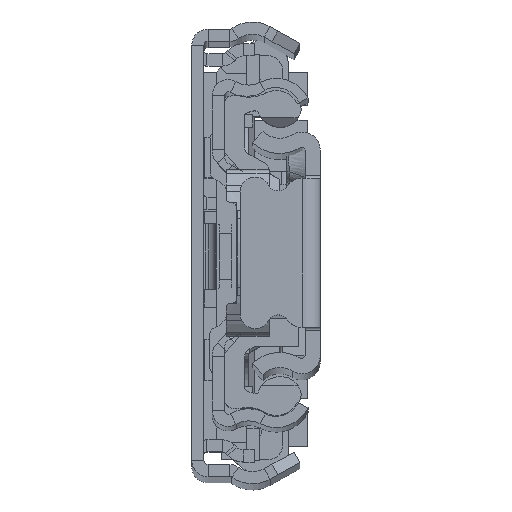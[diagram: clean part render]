
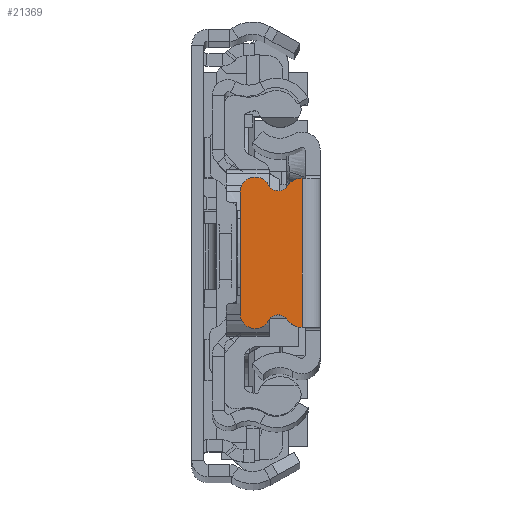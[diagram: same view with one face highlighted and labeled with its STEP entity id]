
A CAD part, top view. The second image highlights one B-rep face of the part: STEP entity #21369.
In plain terms, the highlighted planar face has unit normal (0, 0, 1).
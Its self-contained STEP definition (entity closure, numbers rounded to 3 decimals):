
#84 = VERTEX_POINT ( 'NONE', #28363 ) ;
#360 = CARTESIAN_POINT ( 'NONE',  ( -3.206, -6.658, 0. ) ) ;
#1483 = LINE ( 'NONE', #19522, #17907 ) ;
#1665 = CARTESIAN_POINT ( 'NONE',  ( -1.929, -7.37, 0. ) ) ;
#1673 = CARTESIAN_POINT ( 'NONE',  ( -4.142, 7.236, 0. ) ) ;
#1691 = FACE_OUTER_BOUND ( 'NONE', #26819, .T. ) ;
#1701 = CIRCLE ( 'NONE', #29395, 1.5 ) ;
#2098 = VERTEX_POINT ( 'NONE', #24856 ) ;
#2782 = CIRCLE ( 'NONE', #7113, 1.1 ) ;
#3252 = CARTESIAN_POINT ( 'NONE',  ( -6.429, 6., 0. ) ) ;
#3295 = VERTEX_POINT ( 'NONE', #27433 ) ;
#3897 = ORIENTED_EDGE ( 'NONE', *, *, #17158, .F. ) ;
#4703 = VERTEX_POINT ( 'NONE', #8149 ) ;
#5711 = CARTESIAN_POINT ( 'NONE',  ( -7.929, 6., 0. ) ) ;
#6141 = ORIENTED_EDGE ( 'NONE', *, *, #6806, .T. ) ;
#6460 = CARTESIAN_POINT ( 'NONE',  ( -1.929, 5.87, 0. ) ) ;
#6700 = ORIENTED_EDGE ( 'NONE', *, *, #19921, .T. ) ;
#6806 = EDGE_CURVE ( 'NONE', #3295, #12465, #2782, .T. ) ;
#7042 = VERTEX_POINT ( 'NONE', #27646 ) ;
#7113 = AXIS2_PLACEMENT_3D ( 'NONE', #10620, #31570, #18665 ) ;
#7404 = LINE ( 'NONE', #1665, #13780 ) ;
#7482 = CIRCLE ( 'NONE', #30861, 1.5 ) ;
#7905 = DIRECTION ( 'NONE',  ( 0., -1., 0. ) ) ;
#8076 = CARTESIAN_POINT ( 'NONE',  ( -1.75, 0., 0. ) ) ;
#8149 = CARTESIAN_POINT ( 'NONE',  ( -1.929, -7.37, 0. ) ) ;
#8334 = DIRECTION ( 'NONE',  ( -1., 0., 0. ) ) ;
#8923 = VERTEX_POINT ( 'NONE', #5711 ) ;
#9070 = CIRCLE ( 'NONE', #28120, 1.5 ) ;
#9462 = DIRECTION ( 'NONE',  ( 0., -1., 0. ) ) ;
#10620 = CARTESIAN_POINT ( 'NONE',  ( -4.142, -7.236, 0. ) ) ;
#10781 = LINE ( 'NONE', #8076, #17714 ) ;
#11667 = DIRECTION ( 'NONE',  ( 0., 0., -1. ) ) ;
#11894 = EDGE_CURVE ( 'NONE', #16061, #2098, #17130, .T. ) ;
#12037 = DIRECTION ( 'NONE',  ( 0., 0., 1. ) ) ;
#12153 = EDGE_CURVE ( 'NONE', #84, #7042, #10781, .T. ) ;
#12208 = LINE ( 'NONE', #30243, #28390 ) ;
#12465 = VERTEX_POINT ( 'NONE', #360 ) ;
#13054 = CARTESIAN_POINT ( 'NONE',  ( -1.929, -5.87, 0. ) ) ;
#13780 = VECTOR ( 'NONE', #25485, 1000. ) ;
#14396 = DIRECTION ( 'NONE',  ( 1., 0., 0. ) ) ;
#14410 = EDGE_CURVE ( 'NONE', #15122, #3295, #7482, .T. ) ;
#14965 = DIRECTION ( 'NONE',  ( 0., 0., 1. ) ) ;
#15091 = DIRECTION ( 'NONE',  ( 1., 0., 0. ) ) ;
#15122 = VERTEX_POINT ( 'NONE', #30562 ) ;
#15564 = EDGE_CURVE ( 'NONE', #12465, #4703, #9070, .T. ) ;
#16061 = VERTEX_POINT ( 'NONE', #24585 ) ;
#16474 = ORIENTED_EDGE ( 'NONE', *, *, #14410, .T. ) ;
#16866 = DIRECTION ( 'NONE',  ( -1., 0., 0. ) ) ;
#17130 = CIRCLE ( 'NONE', #17695, 1.1 ) ;
#17158 = EDGE_CURVE ( 'NONE', #27633, #84, #1483, .T. ) ;
#17695 = AXIS2_PLACEMENT_3D ( 'NONE', #1673, #11667, #14396 ) ;
#17714 = VECTOR ( 'NONE', #7905, 1000. ) ;
#17907 = VECTOR ( 'NONE', #32410, 1000. ) ;
#18665 = DIRECTION ( 'NONE',  ( -1., 0., 0. ) ) ;
#19522 = CARTESIAN_POINT ( 'NONE',  ( -1.929, 7.37, 0. ) ) ;
#19921 = EDGE_CURVE ( 'NONE', #8923, #15122, #12208, .T. ) ;
#20068 = PLANE ( 'NONE',  #25359 ) ;
#21244 = DIRECTION ( 'NONE',  ( 1., 0., 0. ) ) ;
#21369 = ADVANCED_FACE ( 'NONE', ( #1691 ), #20068, .T. ) ;
#21787 = AXIS2_PLACEMENT_3D ( 'NONE', #3252, #23526, #8334 ) ;
#21833 = ORIENTED_EDGE ( 'NONE', *, *, #27499, .T. ) ;
#22500 = DIRECTION ( 'NONE',  ( 0., 0., 1. ) ) ;
#23526 = DIRECTION ( 'NONE',  ( 0., 0., 1. ) ) ;
#23627 = DIRECTION ( 'NONE',  ( 0., 0., 1. ) ) ;
#24585 = CARTESIAN_POINT ( 'NONE',  ( -3.206, 6.658, 0. ) ) ;
#24856 = CARTESIAN_POINT ( 'NONE',  ( -5.109, 6.713, 0. ) ) ;
#24994 = CARTESIAN_POINT ( 'NONE',  ( 347.771, 0., 0. ) ) ;
#25061 = CIRCLE ( 'NONE', #21787, 1.5 ) ;
#25359 = AXIS2_PLACEMENT_3D ( 'NONE', #24994, #12037, #15091 ) ;
#25378 = DIRECTION ( 'NONE',  ( 1., 0., 0. ) ) ;
#25485 = DIRECTION ( 'NONE',  ( -1., 0., 0. ) ) ;
#25549 = CARTESIAN_POINT ( 'NONE',  ( -6.429, -6., 0. ) ) ;
#26393 = ORIENTED_EDGE ( 'NONE', *, *, #27342, .T. ) ;
#26819 = EDGE_LOOP ( 'NONE', ( #27880, #3897, #21833, #32193, #26393, #6700, #16474, #6141, #28862, #30986 ) ) ;
#27342 = EDGE_CURVE ( 'NONE', #2098, #8923, #25061, .T. ) ;
#27433 = CARTESIAN_POINT ( 'NONE',  ( -5.109, -6.713, 0. ) ) ;
#27499 = EDGE_CURVE ( 'NONE', #27633, #16061, #1701, .T. ) ;
#27633 = VERTEX_POINT ( 'NONE', #30462 ) ;
#27646 = CARTESIAN_POINT ( 'NONE',  ( -1.75, -7.37, 0. ) ) ;
#27880 = ORIENTED_EDGE ( 'NONE', *, *, #12153, .F. ) ;
#28120 = AXIS2_PLACEMENT_3D ( 'NONE', #13054, #23627, #21244 ) ;
#28363 = CARTESIAN_POINT ( 'NONE',  ( -1.75, 7.37, 0. ) ) ;
#28390 = VECTOR ( 'NONE', #9462, 1000. ) ;
#28862 = ORIENTED_EDGE ( 'NONE', *, *, #15564, .T. ) ;
#29395 = AXIS2_PLACEMENT_3D ( 'NONE', #6460, #22500, #16866 ) ;
#30243 = CARTESIAN_POINT ( 'NONE',  ( -7.929, -6., 0. ) ) ;
#30462 = CARTESIAN_POINT ( 'NONE',  ( -1.929, 7.37, 0. ) ) ;
#30562 = CARTESIAN_POINT ( 'NONE',  ( -7.929, -6., 0. ) ) ;
#30861 = AXIS2_PLACEMENT_3D ( 'NONE', #25549, #14965, #25378 ) ;
#30986 = ORIENTED_EDGE ( 'NONE', *, *, #32938, .F. ) ;
#31570 = DIRECTION ( 'NONE',  ( 0., 0., -1. ) ) ;
#32193 = ORIENTED_EDGE ( 'NONE', *, *, #11894, .T. ) ;
#32410 = DIRECTION ( 'NONE',  ( 1., 0., 0. ) ) ;
#32938 = EDGE_CURVE ( 'NONE', #7042, #4703, #7404, .T. ) ;
